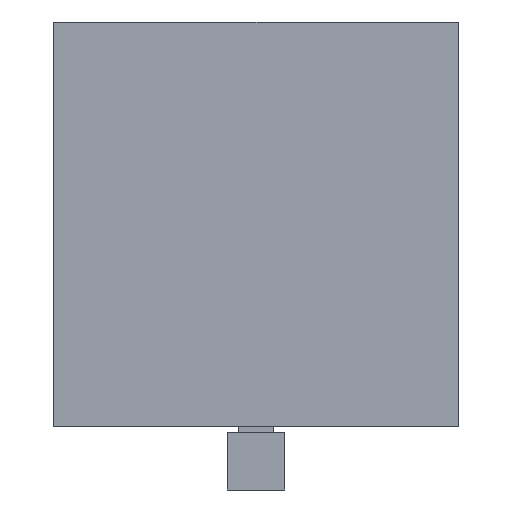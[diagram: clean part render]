
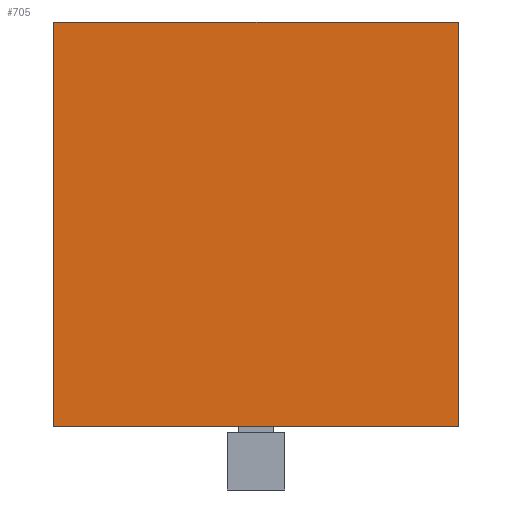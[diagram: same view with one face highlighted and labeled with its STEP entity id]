
A CAD part, left-side view. The second image highlights one B-rep face of the part: STEP entity #705.
In plain terms, the highlighted planar face has unit normal (-1, 0, 0).
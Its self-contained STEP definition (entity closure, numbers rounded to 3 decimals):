
#705 = ADVANCED_FACE('',(#706),#720,.F.);
#706 = FACE_BOUND('',#707,.F.);
#707 = EDGE_LOOP('',(#708,#743,#771,#799));
#708 = ORIENTED_EDGE('',*,*,#709,.F.);
#709 = EDGE_CURVE('',#710,#712,#714,.T.);
#710 = VERTEX_POINT('',#711);
#711 = CARTESIAN_POINT('',(4.,-35.,0.));
#712 = VERTEX_POINT('',#713);
#713 = CARTESIAN_POINT('',(4.,-35.,70.));
#714 = SURFACE_CURVE('',#715,(#719,#731),.PCURVE_S1.);
#715 = LINE('',#716,#717);
#716 = CARTESIAN_POINT('',(4.,-35.,0.));
#717 = VECTOR('',#718,1.);
#718 = DIRECTION('',(0.,0.,1.));
#719 = PCURVE('',#720,#725);
#720 = PLANE('',#721);
#721 = AXIS2_PLACEMENT_3D('',#722,#723,#724);
#722 = CARTESIAN_POINT('',(4.,-35.,0.));
#723 = DIRECTION('',(1.,0.,0.));
#724 = DIRECTION('',(0.,0.,1.));
#725 = DEFINITIONAL_REPRESENTATION('',(#726),#730);
#726 = LINE('',#727,#728);
#727 = CARTESIAN_POINT('',(0.,0.));
#728 = VECTOR('',#729,1.);
#729 = DIRECTION('',(1.,0.));
#730 = ( GEOMETRIC_REPRESENTATION_CONTEXT(2) 
PARAMETRIC_REPRESENTATION_CONTEXT() REPRESENTATION_CONTEXT('2D SPACE',''
  ) );
#731 = PCURVE('',#732,#737);
#732 = PLANE('',#733);
#733 = AXIS2_PLACEMENT_3D('',#734,#735,#736);
#734 = CARTESIAN_POINT('',(4.,-35.,0.));
#735 = DIRECTION('',(0.,1.,0.));
#736 = DIRECTION('',(0.,0.,1.));
#737 = DEFINITIONAL_REPRESENTATION('',(#738),#742);
#738 = LINE('',#739,#740);
#739 = CARTESIAN_POINT('',(0.,0.));
#740 = VECTOR('',#741,1.);
#741 = DIRECTION('',(1.,0.));
#742 = ( GEOMETRIC_REPRESENTATION_CONTEXT(2) 
PARAMETRIC_REPRESENTATION_CONTEXT() REPRESENTATION_CONTEXT('2D SPACE',''
  ) );
#743 = ORIENTED_EDGE('',*,*,#744,.T.);
#744 = EDGE_CURVE('',#710,#745,#747,.T.);
#745 = VERTEX_POINT('',#746);
#746 = CARTESIAN_POINT('',(4.,35.,0.));
#747 = SURFACE_CURVE('',#748,(#752,#759),.PCURVE_S1.);
#748 = LINE('',#749,#750);
#749 = CARTESIAN_POINT('',(4.,-35.,0.));
#750 = VECTOR('',#751,1.);
#751 = DIRECTION('',(0.,1.,0.));
#752 = PCURVE('',#720,#753);
#753 = DEFINITIONAL_REPRESENTATION('',(#754),#758);
#754 = LINE('',#755,#756);
#755 = CARTESIAN_POINT('',(0.,0.));
#756 = VECTOR('',#757,1.);
#757 = DIRECTION('',(0.,-1.));
#758 = ( GEOMETRIC_REPRESENTATION_CONTEXT(2) 
PARAMETRIC_REPRESENTATION_CONTEXT() REPRESENTATION_CONTEXT('2D SPACE',''
  ) );
#759 = PCURVE('',#760,#765);
#760 = PLANE('',#761);
#761 = AXIS2_PLACEMENT_3D('',#762,#763,#764);
#762 = CARTESIAN_POINT('',(4.,-35.,0.));
#763 = DIRECTION('',(0.,0.,1.));
#764 = DIRECTION('',(1.,0.,0.));
#765 = DEFINITIONAL_REPRESENTATION('',(#766),#770);
#766 = LINE('',#767,#768);
#767 = CARTESIAN_POINT('',(0.,0.));
#768 = VECTOR('',#769,1.);
#769 = DIRECTION('',(0.,1.));
#770 = ( GEOMETRIC_REPRESENTATION_CONTEXT(2) 
PARAMETRIC_REPRESENTATION_CONTEXT() REPRESENTATION_CONTEXT('2D SPACE',''
  ) );
#771 = ORIENTED_EDGE('',*,*,#772,.T.);
#772 = EDGE_CURVE('',#745,#773,#775,.T.);
#773 = VERTEX_POINT('',#774);
#774 = CARTESIAN_POINT('',(4.,35.,70.));
#775 = SURFACE_CURVE('',#776,(#780,#787),.PCURVE_S1.);
#776 = LINE('',#777,#778);
#777 = CARTESIAN_POINT('',(4.,35.,0.));
#778 = VECTOR('',#779,1.);
#779 = DIRECTION('',(0.,0.,1.));
#780 = PCURVE('',#720,#781);
#781 = DEFINITIONAL_REPRESENTATION('',(#782),#786);
#782 = LINE('',#783,#784);
#783 = CARTESIAN_POINT('',(0.,-70.));
#784 = VECTOR('',#785,1.);
#785 = DIRECTION('',(1.,0.));
#786 = ( GEOMETRIC_REPRESENTATION_CONTEXT(2) 
PARAMETRIC_REPRESENTATION_CONTEXT() REPRESENTATION_CONTEXT('2D SPACE',''
  ) );
#787 = PCURVE('',#788,#793);
#788 = PLANE('',#789);
#789 = AXIS2_PLACEMENT_3D('',#790,#791,#792);
#790 = CARTESIAN_POINT('',(4.,35.,0.));
#791 = DIRECTION('',(0.,1.,0.));
#792 = DIRECTION('',(0.,0.,1.));
#793 = DEFINITIONAL_REPRESENTATION('',(#794),#798);
#794 = LINE('',#795,#796);
#795 = CARTESIAN_POINT('',(0.,0.));
#796 = VECTOR('',#797,1.);
#797 = DIRECTION('',(1.,0.));
#798 = ( GEOMETRIC_REPRESENTATION_CONTEXT(2) 
PARAMETRIC_REPRESENTATION_CONTEXT() REPRESENTATION_CONTEXT('2D SPACE',''
  ) );
#799 = ORIENTED_EDGE('',*,*,#800,.F.);
#800 = EDGE_CURVE('',#712,#773,#801,.T.);
#801 = SURFACE_CURVE('',#802,(#806,#813),.PCURVE_S1.);
#802 = LINE('',#803,#804);
#803 = CARTESIAN_POINT('',(4.,-35.,70.));
#804 = VECTOR('',#805,1.);
#805 = DIRECTION('',(0.,1.,0.));
#806 = PCURVE('',#720,#807);
#807 = DEFINITIONAL_REPRESENTATION('',(#808),#812);
#808 = LINE('',#809,#810);
#809 = CARTESIAN_POINT('',(70.,0.));
#810 = VECTOR('',#811,1.);
#811 = DIRECTION('',(0.,-1.));
#812 = ( GEOMETRIC_REPRESENTATION_CONTEXT(2) 
PARAMETRIC_REPRESENTATION_CONTEXT() REPRESENTATION_CONTEXT('2D SPACE',''
  ) );
#813 = PCURVE('',#814,#819);
#814 = PLANE('',#815);
#815 = AXIS2_PLACEMENT_3D('',#816,#817,#818);
#816 = CARTESIAN_POINT('',(4.,-35.,70.));
#817 = DIRECTION('',(0.,0.,1.));
#818 = DIRECTION('',(1.,0.,0.));
#819 = DEFINITIONAL_REPRESENTATION('',(#820),#824);
#820 = LINE('',#821,#822);
#821 = CARTESIAN_POINT('',(0.,0.));
#822 = VECTOR('',#823,1.);
#823 = DIRECTION('',(0.,1.));
#824 = ( GEOMETRIC_REPRESENTATION_CONTEXT(2) 
PARAMETRIC_REPRESENTATION_CONTEXT() REPRESENTATION_CONTEXT('2D SPACE',''
  ) );
